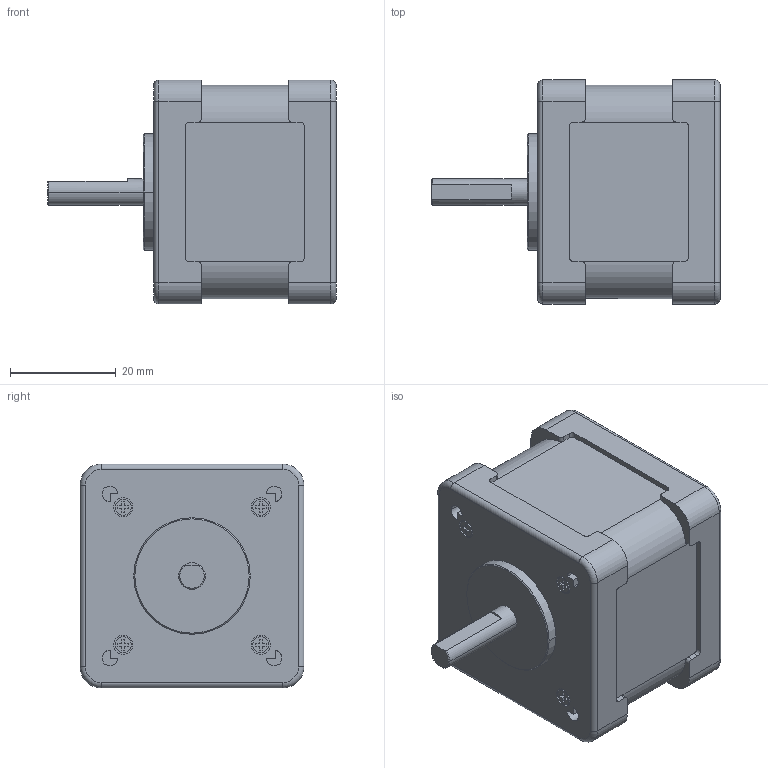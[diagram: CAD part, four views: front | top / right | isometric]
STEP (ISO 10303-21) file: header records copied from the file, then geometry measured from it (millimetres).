
FILE_DESCRIPTION((''),'2;1');
FILE_NAME('PRT0001','2017-04-07T',('Administrator'),(''),'PRO/ENGINEER BY PARAMETRIC TECHNOLOGY CORPORATION, 2010100','PRO/ENGINEER BY PARAMETRIC TECHNOLOGY CORPORATION, 2010100','');
FILE_SCHEMA(('CONFIG_CONTROL_DESIGN'));
Length unit declared in the file: millimetre
Products named in the file (1): PRT0001
Bounding box: 54.5 x 42.3 x 42.3 mm (x, y, z)
Volume: 58304.7 mm3; surface area: 10018.8 mm2
Topology: 1 solids, 1 shells, 293 faces, 749 edges, 488 vertices
Faces by surface type: plane 186, cylinder 96, torus 8, cone 3
Entity records: 8960 total; most frequent: CARTESIAN_POINT 1660, DIRECTION 1514, ORIENTED_EDGE 1498, EDGE_CURVE 749, VECTOR 534, LINE 534, AXIS2_PLACEMENT_3D 490, VERTEX_POINT 488
